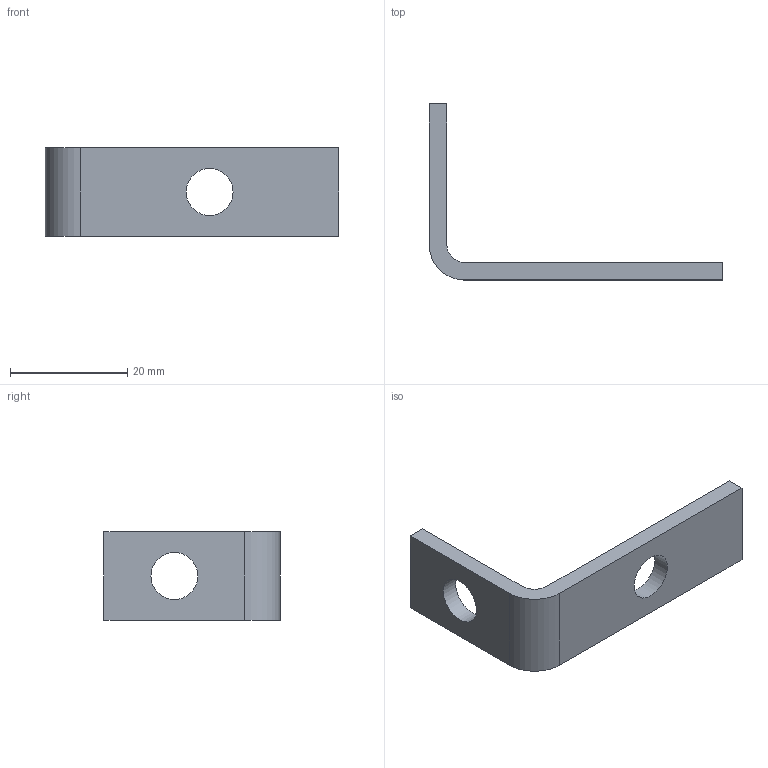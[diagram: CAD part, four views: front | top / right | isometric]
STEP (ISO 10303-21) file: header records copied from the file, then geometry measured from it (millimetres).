
FILE_DESCRIPTION( ( 'STEP AP214' ), ' ' );
FILE_NAME( 'L_Bracket_-_15-3-30_1_8_0-50_1_8_0.stp', '2017-03-30T05:03:07', ( '' ), ( '' ), ' ', 'PARTsolutions', ' ' );
FILE_SCHEMA( ( 'AUTOMOTIVE_DESIGN { 1 0 10303 214 1 1 1 1 }' ) );
Length unit declared in the file: millimetre
Products named in the file (1): _L Bracket - 15-3-30/1/8/0-50/1/8/0
Bounding box: 50 x 30 x 15 mm (x, y, z)
Volume: 3076.5 mm3; surface area: 2742.2 mm2
Topology: 1 solids, 1 shells, 12 faces, 30 edges, 20 vertices
Faces by surface type: plane 8, cylinder 4
Full cylindrical faces by diameter (mm): 8 x2
Entity records: 472 total; most frequent: DIRECTION 62, CARTESIAN_POINT 61, ORIENTED_EDGE 56, EDGE_CURVE 28, AXIS2_PLACEMENT_3D 21, VERTEX_POINT 20, LINE 20, VECTOR 20
